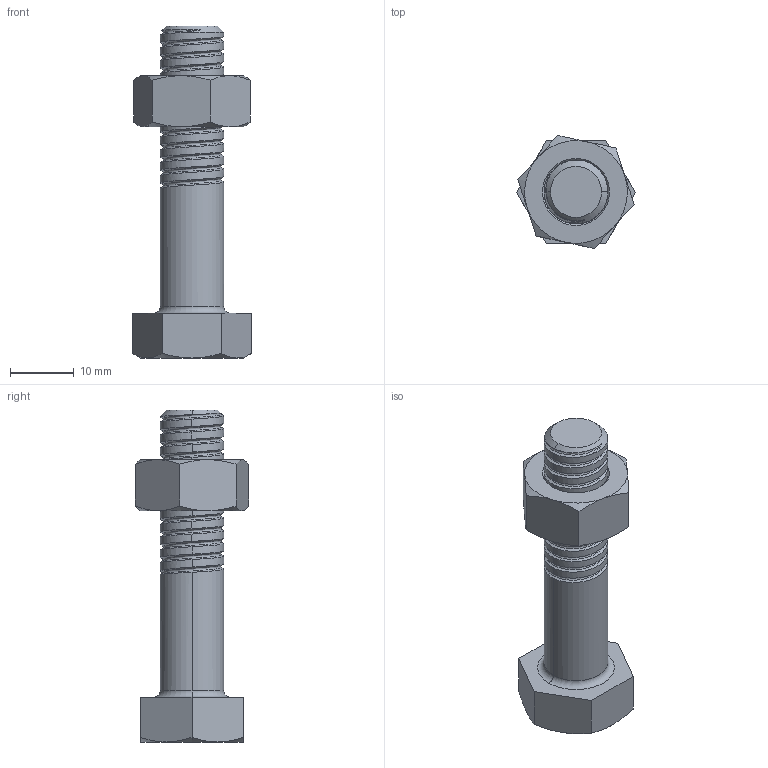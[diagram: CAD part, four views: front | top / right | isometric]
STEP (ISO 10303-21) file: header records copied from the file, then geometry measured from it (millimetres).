
FILE_DESCRIPTION (( 'STEP AP214' ), '1' );
FILE_NAME ('Assem1.STEP', '2020-02-28T06:53:20', ( '' ), ( '' ), 'SwSTEP 2.0', 'SolidWorks 2017', '' );
FILE_SCHEMA (( 'AUTOMOTIVE_DESIGN' ));
Length unit declared in the file: millimetre
Products named in the file (3): Assem1; Bolt; Nut1
Assembly tree (2 placements, depth 2):
  Assem1
    Bolt
    Nut1
Bounding box: 18.6 x 17.7 x 52 mm (x, y, z)
Volume: 6181.5 mm3; surface area: 3390.4 mm2
Topology: 2 solids, 2 shells, 85 faces, 218 edges, 138 vertices
Faces by surface type: cylinder 35, cone 25, plane 17, bspline 6, torus 2
Entity records: 9966 total; most frequent: CARTESIAN_POINT 8023, ORIENTED_EDGE 436, DIRECTION 305, EDGE_CURVE 218, VERTEX_POINT 138, AXIS2_PLACEMENT_3D 123, B_SPLINE_CURVE_WITH_KNOTS 120, EDGE_LOOP 88
